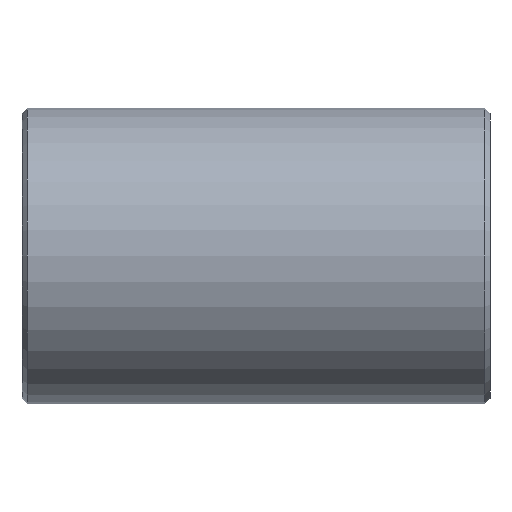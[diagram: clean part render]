
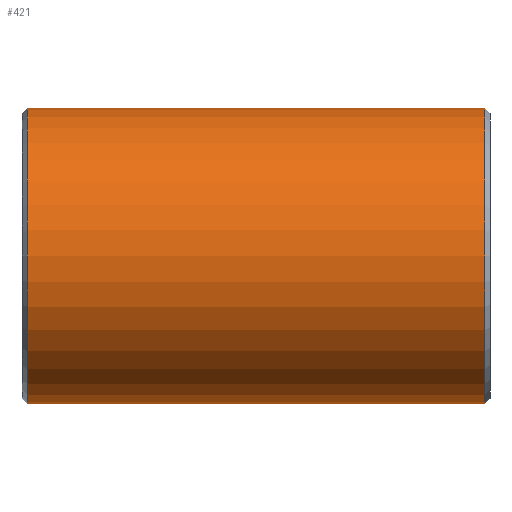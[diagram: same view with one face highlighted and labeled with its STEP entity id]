
A CAD part, front view. The second image highlights one B-rep face of the part: STEP entity #421.
In plain terms, the highlighted cylindrical face has radius 136.525 mm (diameter 273.05 mm), a partial arc.
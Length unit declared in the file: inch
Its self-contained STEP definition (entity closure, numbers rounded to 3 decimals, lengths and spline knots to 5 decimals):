
#11 = LINE ( 'NONE', #120, #570 ) ;
#18 = VERTEX_POINT ( 'NONE', #803 ) ;
#45 = CYLINDRICAL_SURFACE ( 'NONE', #364, 5.375 ) ;
#86 = DIRECTION ( 'NONE',  ( 0., 0., -1. ) ) ;
#120 = CARTESIAN_POINT ( 'NONE',  ( 8.5, 0., 5.375 ) ) ;
#123 = CARTESIAN_POINT ( 'NONE',  ( 8.302, 0., -5.375 ) ) ;
#126 = DIRECTION ( 'NONE',  ( 0., 0., 1. ) ) ;
#152 = ORIENTED_EDGE ( 'NONE', *, *, #174, .T. ) ;
#174 = EDGE_CURVE ( 'NONE', #322, #255, #369, .T. ) ;
#181 = DIRECTION ( 'NONE',  ( -1., 0., 0. ) ) ;
#212 = LINE ( 'NONE', #403, #724 ) ;
#224 = CARTESIAN_POINT ( 'NONE',  ( 8.302, 0., 0. ) ) ;
#248 = CARTESIAN_POINT ( 'NONE',  ( 8.5, 0., 0. ) ) ;
#252 = DIRECTION ( 'NONE',  ( 0., 0., 1. ) ) ;
#254 = AXIS2_PLACEMENT_3D ( 'NONE', #224, #302, #86 ) ;
#255 = VERTEX_POINT ( 'NONE', #734 ) ;
#263 = EDGE_CURVE ( 'NONE', #255, #18, #11, .T. ) ;
#271 = EDGE_CURVE ( 'NONE', #322, #499, #212, .T. ) ;
#302 = DIRECTION ( 'NONE',  ( -1., 0., 0. ) ) ;
#322 = VERTEX_POINT ( 'NONE', #123 ) ;
#364 = AXIS2_PLACEMENT_3D ( 'NONE', #248, #181, #252 ) ;
#369 = CIRCLE ( 'NONE', #254, 5.375 ) ;
#387 = ORIENTED_EDGE ( 'NONE', *, *, #823, .T. ) ;
#392 = EDGE_LOOP ( 'NONE', ( #533, #152, #467, #387 ) ) ;
#403 = CARTESIAN_POINT ( 'NONE',  ( 8.5, 0., -5.375 ) ) ;
#413 = CARTESIAN_POINT ( 'NONE',  ( -8.302, 0., -5.375 ) ) ;
#421 = ADVANCED_FACE ( 'NONE', ( #866 ), #45, .T. ) ;
#423 = DIRECTION ( 'NONE',  ( -1., 0., 0. ) ) ;
#427 = DIRECTION ( 'NONE',  ( -1., 0., 0. ) ) ;
#467 = ORIENTED_EDGE ( 'NONE', *, *, #263, .T. ) ;
#475 = CARTESIAN_POINT ( 'NONE',  ( -8.302, 0., 0. ) ) ;
#499 = VERTEX_POINT ( 'NONE', #413 ) ;
#533 = ORIENTED_EDGE ( 'NONE', *, *, #271, .F. ) ;
#544 = DIRECTION ( 'NONE',  ( 1., 0., 0. ) ) ;
#549 = AXIS2_PLACEMENT_3D ( 'NONE', #475, #544, #126 ) ;
#570 = VECTOR ( 'NONE', #427, 39.37008 ) ;
#718 = CIRCLE ( 'NONE', #549, 5.375 ) ;
#724 = VECTOR ( 'NONE', #423, 39.37008 ) ;
#734 = CARTESIAN_POINT ( 'NONE',  ( 8.302, 0., 5.375 ) ) ;
#803 = CARTESIAN_POINT ( 'NONE',  ( -8.302, 0., 5.375 ) ) ;
#823 = EDGE_CURVE ( 'NONE', #18, #499, #718, .T. ) ;
#866 = FACE_OUTER_BOUND ( 'NONE', #392, .T. ) ;
